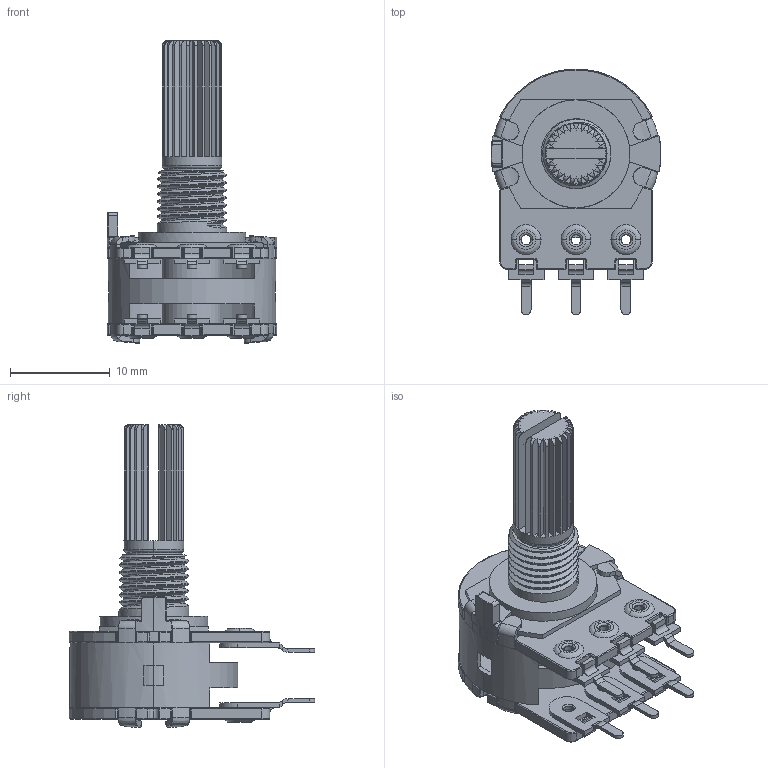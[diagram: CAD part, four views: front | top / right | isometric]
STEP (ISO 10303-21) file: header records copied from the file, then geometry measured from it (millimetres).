
FILE_DESCRIPTION (( 'STEP AP214' ), '1' );
FILE_NAME ('Pot_two_PCB.STEP', '2023-09-10T15:08:53', ( 'Yurii' ), ( '' ), 'SwSTEP 2.0', 'SolidWorks 2019', '' );
FILE_SCHEMA (( 'AUTOMOTIVE_DESIGN' ));
Length unit declared in the file: millimetre
Products named in the file (1): Pot_two_PCB
Bounding box: 17 x 24.57 x 30.29 mm (x, y, z)
Volume: 1583.1 mm3; surface area: 3935.8 mm2
Topology: 24 solids, 24 shells, 1063 faces, 2624 edges, 1550 vertices
Faces by surface type: plane 430, cylinder 391, torus 153, sphere 69, bspline 17, cone 3
Entity records: 33217 total; most frequent: CARTESIAN_POINT 7660, DIRECTION 5390, ORIENTED_EDGE 5104, EDGE_CURVE 2552, AXIS2_PLACEMENT_3D 2032, VERTEX_POINT 1534, LINE 1326, VECTOR 1326
